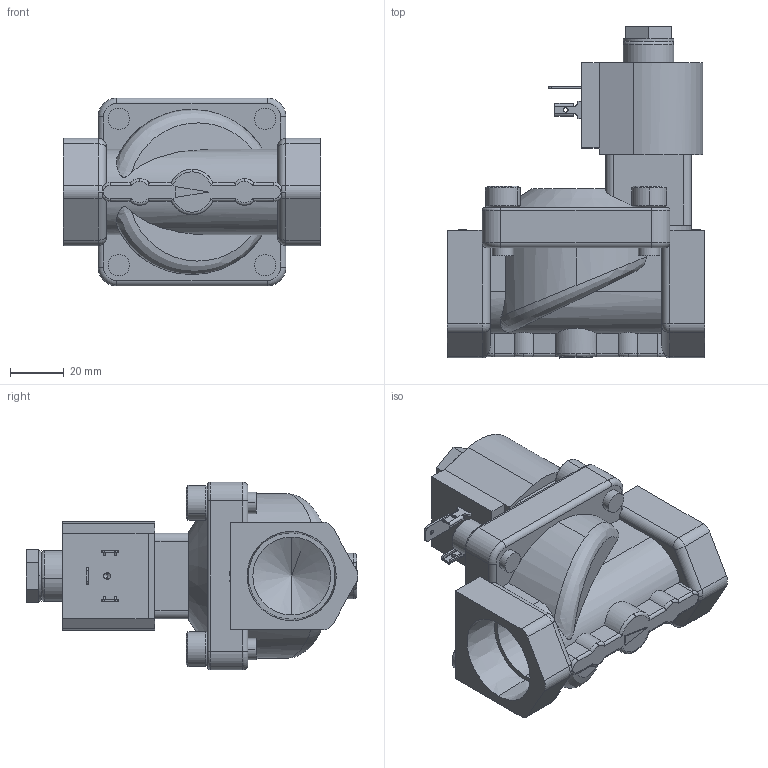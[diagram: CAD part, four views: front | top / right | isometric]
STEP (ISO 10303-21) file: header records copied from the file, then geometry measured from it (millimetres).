
FILE_DESCRIPTION (( 'STEP AP203' ), '1' );
FILE_NAME ('NS712YH02C9FG9.step', '2025-02-18T15:42:24', ( '' ), ( '' ), 'SwSTEP 2.0', 'SolidWorks 2024', '' );
FILE_SCHEMA (( 'CONFIG_CONTROL_DESIGN' ));
Length unit declared in the file: millimetre
Products named in the file (1): NS712YH02C9FG9
Bounding box: 96 x 123.71 x 70 mm (x, y, z)
Volume: 256002.2 mm3; surface area: 45150.1 mm2
Topology: 1 solids, 2 shells, 409 faces, 990 edges, 609 vertices
Faces by surface type: plane 196, cylinder 112, cone 57, torus 30, bspline 14
Entity records: 13790 total; most frequent: CARTESIAN_POINT 4250, ORIENTED_EDGE 1968, DIRECTION 1956, EDGE_CURVE 984, AXIS2_PLACEMENT_3D 696, VERTEX_POINT 609, LINE 564, VECTOR 564
